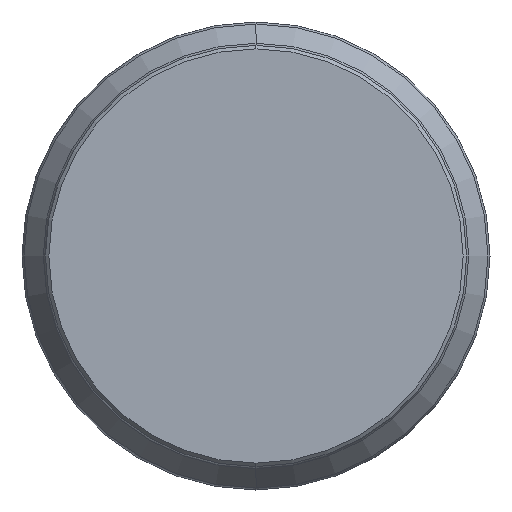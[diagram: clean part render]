
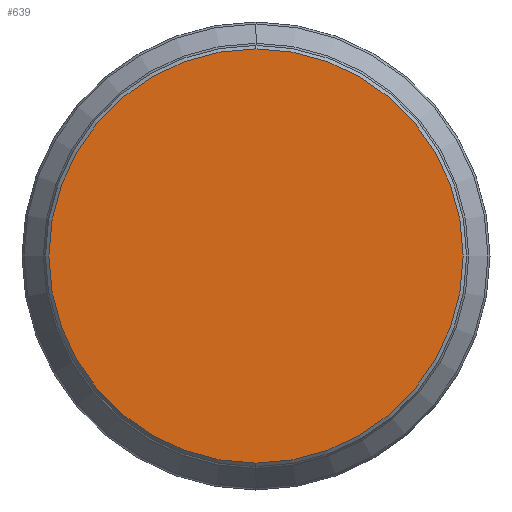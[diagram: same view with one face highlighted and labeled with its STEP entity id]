
A CAD part, left-side view. The second image highlights one B-rep face of the part: STEP entity #639.
In plain terms, the highlighted planar face has unit normal (-1, 0, 0).
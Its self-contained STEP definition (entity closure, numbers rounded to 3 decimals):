
#2 = DIRECTION ( 'NONE',  ( -1., 0., 0. ) ) ;
#3 = CARTESIAN_POINT ( 'NONE',  ( 0., 0., -17.7 ) ) ;
#65 = CARTESIAN_POINT ( 'NONE',  ( 0., 0., 0. ) ) ;
#84 = AXIS2_PLACEMENT_3D ( 'NONE', #580, #570, #533 ) ;
#133 = DIRECTION ( 'NONE',  ( 0., 0., -1. ) ) ;
#166 = AXIS2_PLACEMENT_3D ( 'NONE', #65, #2, #682 ) ;
#184 = PLANE ( 'NONE',  #402 ) ;
#200 = FACE_OUTER_BOUND ( 'NONE', #460, .T. ) ;
#231 = ORIENTED_EDGE ( 'NONE', *, *, #486, .T. ) ;
#298 = CARTESIAN_POINT ( 'NONE',  ( 0., 0., 0. ) ) ;
#315 = VERTEX_POINT ( 'NONE', #3 ) ;
#351 = VERTEX_POINT ( 'NONE', #573 ) ;
#367 = CIRCLE ( 'NONE', #166, 17.7 ) ;
#378 = CIRCLE ( 'NONE', #84, 17.7 ) ;
#402 = AXIS2_PLACEMENT_3D ( 'NONE', #298, #690, #133 ) ;
#460 = EDGE_LOOP ( 'NONE', ( #231, #661 ) ) ;
#486 = EDGE_CURVE ( 'NONE', #315, #351, #367, .T. ) ;
#519 = EDGE_CURVE ( 'NONE', #351, #315, #378, .T. ) ;
#533 = DIRECTION ( 'NONE',  ( 0., 0., 1. ) ) ;
#570 = DIRECTION ( 'NONE',  ( -1., 0., 0. ) ) ;
#573 = CARTESIAN_POINT ( 'NONE',  ( 0., 0., 17.7 ) ) ;
#580 = CARTESIAN_POINT ( 'NONE',  ( 0., 0., 0. ) ) ;
#639 = ADVANCED_FACE ( 'NONE', ( #200 ), #184, .F. ) ;
#661 = ORIENTED_EDGE ( 'NONE', *, *, #519, .T. ) ;
#682 = DIRECTION ( 'NONE',  ( 0., 0., 1. ) ) ;
#690 = DIRECTION ( 'NONE',  ( 1., 0., 0. ) ) ;
